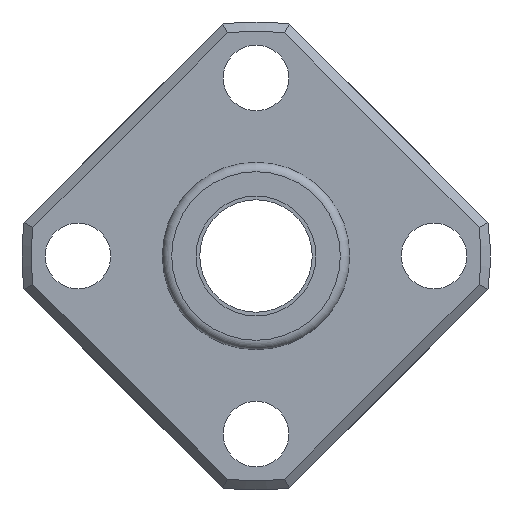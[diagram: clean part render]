
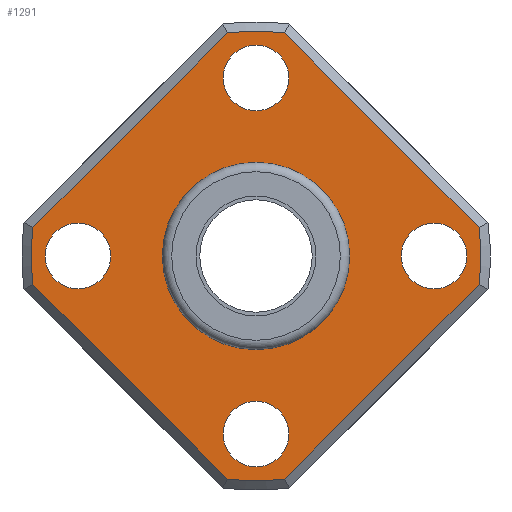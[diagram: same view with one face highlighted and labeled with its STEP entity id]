
A CAD part, left-side view. The second image highlights one B-rep face of the part: STEP entity #1291.
In plain terms, the highlighted planar face has unit normal (-1, 0, 0).
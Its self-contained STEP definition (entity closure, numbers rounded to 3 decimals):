
#50=PLANE('',#1403);
#109=CIRCLE('',#1388,5.);
#117=CIRCLE('',#1404,12.);
#118=CIRCLE('',#1405,12.);
#119=CIRCLE('',#1406,12.);
#120=CIRCLE('',#1407,12.);
#121=CIRCLE('',#1408,1.75);
#122=CIRCLE('',#1409,1.75);
#123=CIRCLE('',#1410,1.75);
#124=CIRCLE('',#1411,1.75);
#224=ORIENTED_EDGE('',*,*,#576,.T.);
#225=ORIENTED_EDGE('',*,*,#577,.T.);
#226=ORIENTED_EDGE('',*,*,#578,.T.);
#227=ORIENTED_EDGE('',*,*,#579,.T.);
#228=ORIENTED_EDGE('',*,*,#580,.T.);
#229=ORIENTED_EDGE('',*,*,#581,.T.);
#230=ORIENTED_EDGE('',*,*,#582,.T.);
#231=ORIENTED_EDGE('',*,*,#583,.T.);
#232=ORIENTED_EDGE('',*,*,#584,.T.);
#233=ORIENTED_EDGE('',*,*,#585,.T.);
#234=ORIENTED_EDGE('',*,*,#586,.T.);
#235=ORIENTED_EDGE('',*,*,#587,.T.);
#236=ORIENTED_EDGE('',*,*,#524,.F.);
#524=EDGE_CURVE('',#705,#705,#109,.F.);
#576=EDGE_CURVE('',#749,#750,#857,.T.);
#577=EDGE_CURVE('',#750,#751,#117,.F.);
#578=EDGE_CURVE('',#751,#752,#858,.T.);
#579=EDGE_CURVE('',#752,#753,#118,.F.);
#580=EDGE_CURVE('',#753,#754,#859,.T.);
#581=EDGE_CURVE('',#754,#755,#119,.F.);
#582=EDGE_CURVE('',#755,#756,#860,.T.);
#583=EDGE_CURVE('',#756,#749,#120,.F.);
#584=EDGE_CURVE('',#757,#757,#121,.T.);
#585=EDGE_CURVE('',#758,#758,#122,.T.);
#586=EDGE_CURVE('',#759,#759,#123,.T.);
#587=EDGE_CURVE('',#760,#760,#124,.T.);
#705=VERTEX_POINT('',#1918);
#749=VERTEX_POINT('',#2022);
#750=VERTEX_POINT('',#2023);
#751=VERTEX_POINT('',#2025);
#752=VERTEX_POINT('',#2027);
#753=VERTEX_POINT('',#2029);
#754=VERTEX_POINT('',#2031);
#755=VERTEX_POINT('',#2033);
#756=VERTEX_POINT('',#2035);
#757=VERTEX_POINT('',#2038);
#758=VERTEX_POINT('',#2040);
#759=VERTEX_POINT('',#2042);
#760=VERTEX_POINT('',#2044);
#857=LINE('',#2021,#977);
#858=LINE('',#2026,#978);
#859=LINE('',#2030,#979);
#860=LINE('',#2034,#980);
#977=VECTOR('',#1615,1000.);
#978=VECTOR('',#1618,1000.);
#979=VECTOR('',#1621,1000.);
#980=VECTOR('',#1624,1000.);
#1061=EDGE_LOOP('',(#224,#225,#226,#227,#228,#229,#230,#231));
#1062=EDGE_LOOP('',(#232));
#1063=EDGE_LOOP('',(#233));
#1064=EDGE_LOOP('',(#234));
#1065=EDGE_LOOP('',(#235));
#1066=EDGE_LOOP('',(#236));
#1169=FACE_BOUND('',#1061,.T.);
#1170=FACE_BOUND('',#1062,.T.);
#1171=FACE_BOUND('',#1063,.T.);
#1172=FACE_BOUND('',#1064,.T.);
#1173=FACE_BOUND('',#1065,.T.);
#1174=FACE_BOUND('',#1066,.T.);
#1291=ADVANCED_FACE('',(#1169,#1170,#1171,#1172,#1173,#1174),#50,.F.);
#1388=AXIS2_PLACEMENT_3D('',#1917,#1539,#1540);
#1403=AXIS2_PLACEMENT_3D('',#2020,#1613,#1614);
#1404=AXIS2_PLACEMENT_3D('',#2024,#1616,#1617);
#1405=AXIS2_PLACEMENT_3D('',#2028,#1619,#1620);
#1406=AXIS2_PLACEMENT_3D('',#2032,#1622,#1623);
#1407=AXIS2_PLACEMENT_3D('',#2036,#1625,#1626);
#1408=AXIS2_PLACEMENT_3D('',#2037,#1627,#1628);
#1409=AXIS2_PLACEMENT_3D('',#2039,#1629,#1630);
#1410=AXIS2_PLACEMENT_3D('',#2041,#1631,#1632);
#1411=AXIS2_PLACEMENT_3D('',#2043,#1633,#1634);
#1539=DIRECTION('',(1.,0.,0.));
#1540=DIRECTION('',(0.,0.,-1.));
#1613=DIRECTION('',(1.,0.,0.));
#1614=DIRECTION('',(0.,0.,-1.));
#1615=DIRECTION('',(0.,0.707,0.707));
#1616=DIRECTION('',(1.,0.,0.));
#1617=DIRECTION('',(0.,0.,-1.));
#1618=DIRECTION('',(0.,0.707,-0.707));
#1619=DIRECTION('',(1.,0.,0.));
#1620=DIRECTION('',(0.,0.,-1.));
#1621=DIRECTION('',(0.,-0.707,-0.707));
#1622=DIRECTION('',(1.,0.,0.));
#1623=DIRECTION('',(0.,0.,-1.));
#1624=DIRECTION('',(0.,-0.707,0.707));
#1625=DIRECTION('',(1.,0.,0.));
#1626=DIRECTION('',(0.,0.,-1.));
#1627=DIRECTION('',(1.,0.,0.));
#1628=DIRECTION('',(0.,0.,-1.));
#1629=DIRECTION('',(1.,0.,0.));
#1630=DIRECTION('',(0.,0.,-1.));
#1631=DIRECTION('',(1.,0.,0.));
#1632=DIRECTION('',(0.,0.,-1.));
#1633=DIRECTION('',(1.,0.,0.));
#1634=DIRECTION('',(0.,0.,-1.));
#1917=CARTESIAN_POINT('',(-5.,0.,0.));
#1918=CARTESIAN_POINT('',(-5.,0.,-5.));
#2020=CARTESIAN_POINT('',(-5.,0.,0.));
#2021=CARTESIAN_POINT('',(-5.,-1.414,12.021));
#2022=CARTESIAN_POINT('',(-5.,-11.902,1.533));
#2023=CARTESIAN_POINT('',(-5.,-1.533,11.902));
#2024=CARTESIAN_POINT('',(-5.,0.,0.));
#2025=CARTESIAN_POINT('',(-5.,1.533,11.902));
#2026=CARTESIAN_POINT('',(-5.,12.021,1.414));
#2027=CARTESIAN_POINT('',(-5.,11.902,1.533));
#2028=CARTESIAN_POINT('',(-5.,0.,0.));
#2029=CARTESIAN_POINT('',(-5.,11.902,-1.533));
#2030=CARTESIAN_POINT('',(-5.,1.414,-12.021));
#2031=CARTESIAN_POINT('',(-5.,1.533,-11.902));
#2032=CARTESIAN_POINT('',(-5.,0.,0.));
#2033=CARTESIAN_POINT('',(-5.,-1.533,-11.902));
#2034=CARTESIAN_POINT('',(-5.,-12.021,-1.414));
#2035=CARTESIAN_POINT('',(-5.,-11.902,-1.533));
#2036=CARTESIAN_POINT('',(-5.,0.,0.));
#2037=CARTESIAN_POINT('',(-5.,0.,9.5));
#2038=CARTESIAN_POINT('',(-5.,0.,7.75));
#2039=CARTESIAN_POINT('',(-5.,-9.5,0.));
#2040=CARTESIAN_POINT('',(-5.,-9.5,-1.75));
#2041=CARTESIAN_POINT('',(-5.,0.,-9.5));
#2042=CARTESIAN_POINT('',(-5.,0.,-11.25));
#2043=CARTESIAN_POINT('',(-5.,9.5,0.));
#2044=CARTESIAN_POINT('',(-5.,9.5,-1.75));
